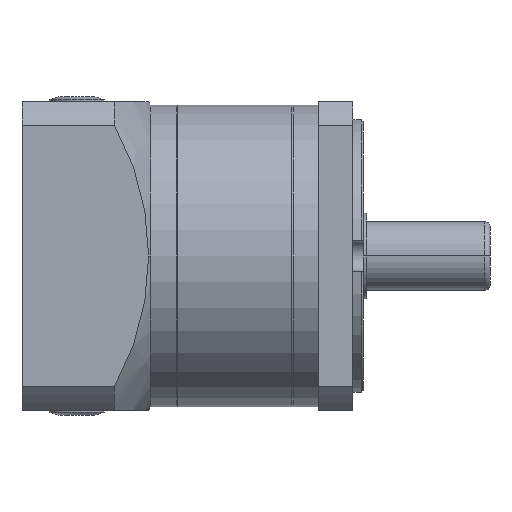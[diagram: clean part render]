
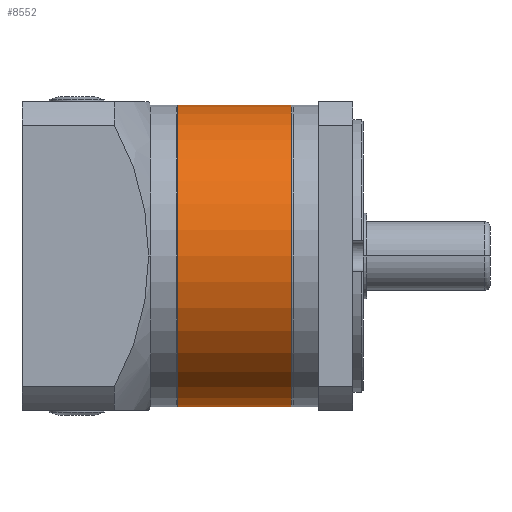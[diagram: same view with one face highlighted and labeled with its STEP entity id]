
A CAD part, front view. The second image highlights one B-rep face of the part: STEP entity #8552.
In plain terms, the highlighted cylindrical face has radius 44 mm (diameter 88 mm), a partial arc.
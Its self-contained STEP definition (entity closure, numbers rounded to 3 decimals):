
#63 = CARTESIAN_POINT ( 'NONE',  ( 0., 0., 44. ) ) ;
#175 = AXIS2_PLACEMENT_3D ( 'NONE', #14326, #10766, #8584 ) ;
#311 = ORIENTED_EDGE ( 'NONE', *, *, #13950, .T. ) ;
#1202 = CARTESIAN_POINT ( 'NONE',  ( 0., 0., -44. ) ) ;
#1553 = EDGE_LOOP ( 'NONE', ( #7205, #3178, #311, #11649 ) ) ;
#1910 = DIRECTION ( 'NONE',  ( 0., 0., -1. ) ) ;
#1992 = EDGE_CURVE ( 'NONE', #7639, #5366, #7303, .T. ) ;
#2429 = DIRECTION ( 'NONE',  ( -1., 0., 0. ) ) ;
#3178 = ORIENTED_EDGE ( 'NONE', *, *, #3197, .F. ) ;
#3197 = EDGE_CURVE ( 'NONE', #6612, #7639, #5159, .T. ) ;
#4444 = VERTEX_POINT ( 'NONE', #13489 ) ;
#4710 = EDGE_CURVE ( 'NONE', #4444, #5366, #11644, .T. ) ;
#5159 = CIRCLE ( 'NONE', #12801, 44. ) ;
#5366 = VERTEX_POINT ( 'NONE', #7489 ) ;
#6612 = VERTEX_POINT ( 'NONE', #8429 ) ;
#6798 = VECTOR ( 'NONE', #6854, 1000. ) ;
#6854 = DIRECTION ( 'NONE',  ( -1., 0., 0. ) ) ;
#6981 = CYLINDRICAL_SURFACE ( 'NONE', #175, 44. ) ;
#7205 = ORIENTED_EDGE ( 'NONE', *, *, #1992, .F. ) ;
#7303 = LINE ( 'NONE', #12524, #14611 ) ;
#7317 = CARTESIAN_POINT ( 'NONE',  ( -33., 0., 0. ) ) ;
#7489 = CARTESIAN_POINT ( 'NONE',  ( -33., 0., -44. ) ) ;
#7639 = VERTEX_POINT ( 'NONE', #1202 ) ;
#8337 = DIRECTION ( 'NONE',  ( 1., 0., 0. ) ) ;
#8429 = CARTESIAN_POINT ( 'NONE',  ( 0., 0., 44. ) ) ;
#8532 = AXIS2_PLACEMENT_3D ( 'NONE', #7317, #10761, #1910 ) ;
#8552 = ADVANCED_FACE ( 'NONE', ( #13180 ), #6981, .T. ) ;
#8584 = DIRECTION ( 'NONE',  ( 0., 0., 1. ) ) ;
#10545 = DIRECTION ( 'NONE',  ( 0., 0., -1. ) ) ;
#10761 = DIRECTION ( 'NONE',  ( 1., 0., 0. ) ) ;
#10766 = DIRECTION ( 'NONE',  ( -1., 0., 0. ) ) ;
#11644 = CIRCLE ( 'NONE', #8532, 44. ) ;
#11649 = ORIENTED_EDGE ( 'NONE', *, *, #4710, .T. ) ;
#12524 = CARTESIAN_POINT ( 'NONE',  ( 0., 0., -44. ) ) ;
#12801 = AXIS2_PLACEMENT_3D ( 'NONE', #14150, #8337, #10545 ) ;
#13180 = FACE_OUTER_BOUND ( 'NONE', #1553, .T. ) ;
#13489 = CARTESIAN_POINT ( 'NONE',  ( -33., 0., 44. ) ) ;
#13552 = LINE ( 'NONE', #63, #6798 ) ;
#13950 = EDGE_CURVE ( 'NONE', #6612, #4444, #13552, .T. ) ;
#14150 = CARTESIAN_POINT ( 'NONE',  ( 0., 0., 0. ) ) ;
#14326 = CARTESIAN_POINT ( 'NONE',  ( 0., 0., 0. ) ) ;
#14611 = VECTOR ( 'NONE', #2429, 1000. ) ;
